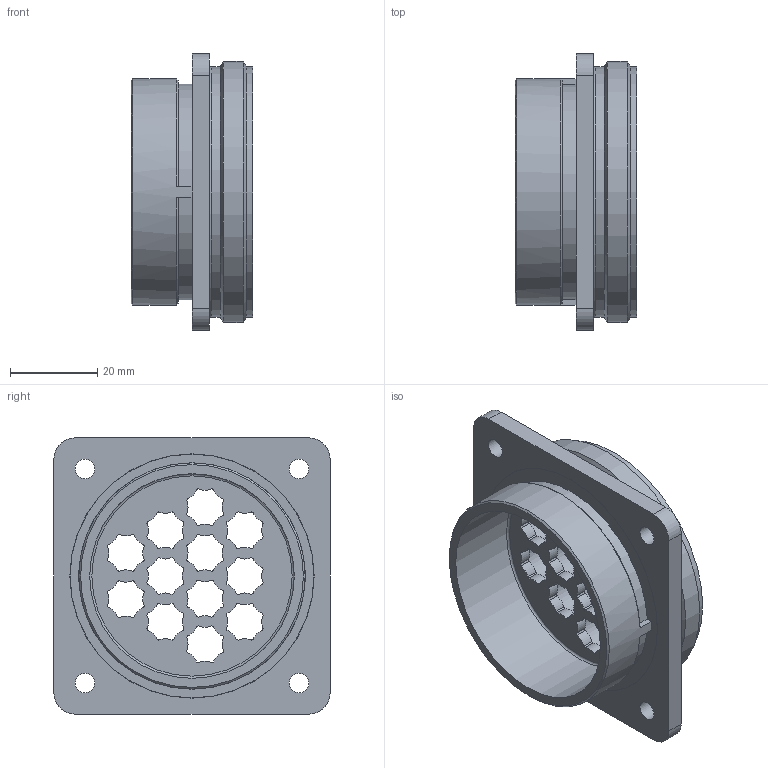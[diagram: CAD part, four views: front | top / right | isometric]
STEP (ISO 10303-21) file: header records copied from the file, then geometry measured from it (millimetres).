
FILE_DESCRIPTION(/* description */ ('STEP AP214'),/* implementation_level */ '2;1');
FILE_NAME(/* name */ '152510_KDVF6-12',/* time_stamp */ '2024-08-27T06:45:59+02:00',/* author */ ('License CC BY-ND 4.0'),/* organization */ ('CADENAS'),/* preprocessor_version */ 'ST-DEVELOPER v19.3',/* originating_system */ 'PARTsolutions',/* authorisation */ ' ');
FILE_SCHEMA (('AUTOMOTIVE_DESIGN {1 0 10303 214 3 1 1}'));
Length unit declared in the file: millimetre
Products named in the file (1): 152510 KDVF6-12
Bounding box: 28 x 63.5 x 63.5 mm (x, y, z)
Volume: 28601.7 mm3; surface area: 24014.7 mm2
Topology: 1 solids, 1 shells, 278 faces, 761 edges, 507 vertices
Faces by surface type: cylinder 228, plane 37, torus 7, cone 6
Full cylindrical faces by diameter (mm): 4.5 x4, 10.05 x12, 47 x1, 51.8 x1, 52 x1, 52.9 x1, 53.4 x1, 54.2 x1, 55 x1, 56 x1, 56.1 x1, 57.5 x2, 60 x1
Entity records: 8868 total; most frequent: DIRECTION 1728, CARTESIAN_POINT 1504, ORIENTED_EDGE 1416, AXIS2_PLACEMENT_3D 749, EDGE_CURVE 708, VERTEX_POINT 493, CIRCLE 470, EDGE_LOOP 371
